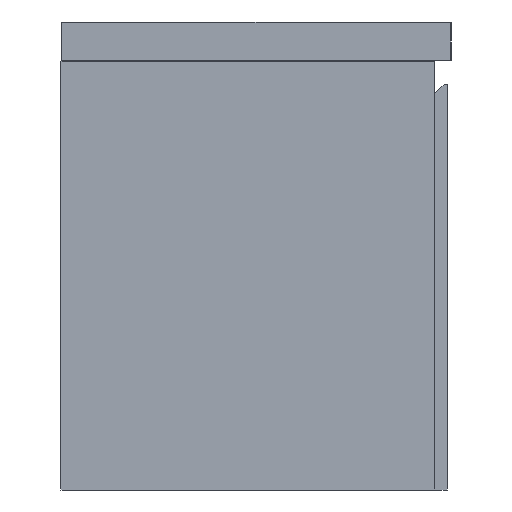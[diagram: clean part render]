
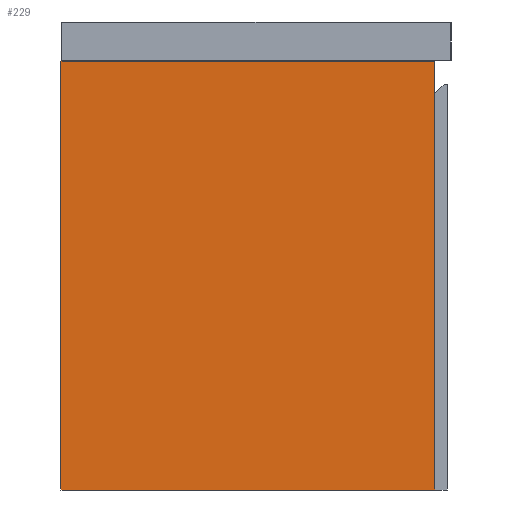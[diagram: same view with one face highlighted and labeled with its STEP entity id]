
A CAD part, left-side view. The second image highlights one B-rep face of the part: STEP entity #229.
In plain terms, the highlighted planar face has unit normal (-1, 0, 0).
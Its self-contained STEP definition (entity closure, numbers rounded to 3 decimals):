
#229=ADVANCED_FACE('',(#301),#1128,.T.);
#301=FACE_OUTER_BOUND('',#373,.T.);
#373=EDGE_LOOP('',(#589,#590,#591,#592));
#589=ORIENTED_EDGE('',*,*,#797,.F.);
#590=ORIENTED_EDGE('',*,*,#784,.T.);
#591=ORIENTED_EDGE('',*,*,#795,.T.);
#592=ORIENTED_EDGE('',*,*,#796,.F.);
#784=EDGE_CURVE('',#1046,#1045,#932,.T.);
#795=EDGE_CURVE('',#1045,#1053,#943,.T.);
#796=EDGE_CURVE('',#1054,#1053,#944,.T.);
#797=EDGE_CURVE('',#1046,#1054,#945,.T.);
#932=B_SPLINE_CURVE_WITH_KNOTS('',1,(#2033,#2034),.UNSPECIFIED.,.F.,.F.,
(2,2),(-550.,0.),.UNSPECIFIED.);
#943=B_SPLINE_CURVE_WITH_KNOTS('',1,(#2055,#2056),.UNSPECIFIED.,.F.,.F.,
(2,2),(-479.,0.),.UNSPECIFIED.);
#944=B_SPLINE_CURVE_WITH_KNOTS('',1,(#2057,#2058),.UNSPECIFIED.,.F.,.F.,
(2,2),(-550.,0.),.UNSPECIFIED.);
#945=B_SPLINE_CURVE_WITH_KNOTS('',1,(#2059,#2060),.UNSPECIFIED.,.F.,.F.,
(2,2),(-479.,0.),.UNSPECIFIED.);
#1045=VERTEX_POINT('',#2013);
#1046=VERTEX_POINT('',#2014);
#1053=VERTEX_POINT('',#2021);
#1054=VERTEX_POINT('',#2022);
#1128=PLANE('',#1321);
#1321=AXIS2_PLACEMENT_3D('',#2002,#1408,$);
#1408=DIRECTION('',(-1.,0.,0.));
#2002=CARTESIAN_POINT('',(-444.,-330.,526.9));
#2013=CARTESIAN_POINT('',(-444.,275.,479.));
#2014=CARTESIAN_POINT('',(-444.,-275.,479.));
#2021=CARTESIAN_POINT('',(-444.,275.,0.));
#2022=CARTESIAN_POINT('',(-444.,-275.,0.));
#2033=CARTESIAN_POINT('',(-444.,-275.,479.));
#2034=CARTESIAN_POINT('',(-444.,275.,479.));
#2055=CARTESIAN_POINT('',(-444.,275.,479.));
#2056=CARTESIAN_POINT('',(-444.,275.,0.));
#2057=CARTESIAN_POINT('',(-444.,-275.,0.));
#2058=CARTESIAN_POINT('',(-444.,275.,0.));
#2059=CARTESIAN_POINT('',(-444.,-275.,479.));
#2060=CARTESIAN_POINT('',(-444.,-275.,0.));
